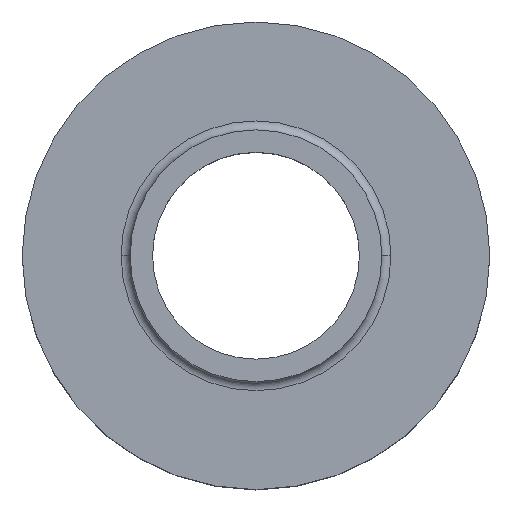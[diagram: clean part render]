
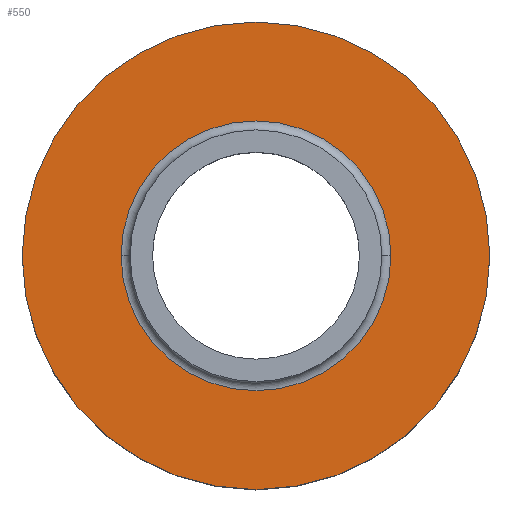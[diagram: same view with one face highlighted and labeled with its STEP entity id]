
A CAD part, top view. The second image highlights one B-rep face of the part: STEP entity #550.
In plain terms, the highlighted planar face has unit normal (0, 0, 1).
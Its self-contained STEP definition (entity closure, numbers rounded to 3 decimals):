
#38 = ORIENTED_EDGE ( 'NONE', *, *, #277, .T. ) ;
#41 = ORIENTED_EDGE ( 'NONE', *, *, #61, .F. ) ;
#43 = DIRECTION ( 'NONE',  ( 1., 0., 0. ) ) ;
#60 = CARTESIAN_POINT ( 'NONE',  ( 0., 0., -4.5 ) ) ;
#61 = EDGE_CURVE ( 'NONE', #393, #513, #544, .T. ) ;
#68 = DIRECTION ( 'NONE',  ( -1., 0., 0. ) ) ;
#101 = PLANE ( 'NONE',  #380 ) ;
#102 = CARTESIAN_POINT ( 'NONE',  ( 0., 0., -4.5 ) ) ;
#125 = CARTESIAN_POINT ( 'NONE',  ( -26., 0., -4.5 ) ) ;
#150 = EDGE_LOOP ( 'NONE', ( #38, #196 ) ) ;
#153 = AXIS2_PLACEMENT_3D ( 'NONE', #102, #419, #337 ) ;
#196 = ORIENTED_EDGE ( 'NONE', *, *, #302, .T. ) ;
#200 = CIRCLE ( 'NONE', #323, 26. ) ;
#206 = EDGE_CURVE ( 'NONE', #513, #393, #285, .T. ) ;
#211 = DIRECTION ( 'NONE',  ( 0., 0., -1. ) ) ;
#250 = FACE_BOUND ( 'NONE', #534, .T. ) ;
#260 = DIRECTION ( 'NONE',  ( 1., 0., 0. ) ) ;
#277 = EDGE_CURVE ( 'NONE', #389, #381, #200, .T. ) ;
#285 = CIRCLE ( 'NONE', #153, 15. ) ;
#302 = EDGE_CURVE ( 'NONE', #381, #389, #586, .T. ) ;
#306 = FACE_OUTER_BOUND ( 'NONE', #150, .T. ) ;
#323 = AXIS2_PLACEMENT_3D ( 'NONE', #655, #378, #531 ) ;
#330 = AXIS2_PLACEMENT_3D ( 'NONE', #371, #517, #260 ) ;
#337 = DIRECTION ( 'NONE',  ( 1., 0., 0. ) ) ;
#357 = CARTESIAN_POINT ( 'NONE',  ( 26., 0., -4.5 ) ) ;
#366 = CARTESIAN_POINT ( 'NONE',  ( 0., 26., -4.5 ) ) ;
#371 = CARTESIAN_POINT ( 'NONE',  ( 0., 0., -4.5 ) ) ;
#378 = DIRECTION ( 'NONE',  ( 0., 0., 1. ) ) ;
#380 = AXIS2_PLACEMENT_3D ( 'NONE', #366, #211, #68 ) ;
#381 = VERTEX_POINT ( 'NONE', #125 ) ;
#389 = VERTEX_POINT ( 'NONE', #357 ) ;
#391 = AXIS2_PLACEMENT_3D ( 'NONE', #60, #410, #43 ) ;
#393 = VERTEX_POINT ( 'NONE', #442 ) ;
#410 = DIRECTION ( 'NONE',  ( 0., 0., 1. ) ) ;
#419 = DIRECTION ( 'NONE',  ( 0., 0., 1. ) ) ;
#442 = CARTESIAN_POINT ( 'NONE',  ( -15., 0., -4.5 ) ) ;
#513 = VERTEX_POINT ( 'NONE', #596 ) ;
#517 = DIRECTION ( 'NONE',  ( 0., 0., 1. ) ) ;
#531 = DIRECTION ( 'NONE',  ( 1., 0., 0. ) ) ;
#534 = EDGE_LOOP ( 'NONE', ( #611, #41 ) ) ;
#544 = CIRCLE ( 'NONE', #330, 15. ) ;
#550 = ADVANCED_FACE ( 'NONE', ( #250, #306 ), #101, .F. ) ;
#586 = CIRCLE ( 'NONE', #391, 26. ) ;
#596 = CARTESIAN_POINT ( 'NONE',  ( 15., 0., -4.5 ) ) ;
#611 = ORIENTED_EDGE ( 'NONE', *, *, #206, .F. ) ;
#655 = CARTESIAN_POINT ( 'NONE',  ( 0., 0., -4.5 ) ) ;
